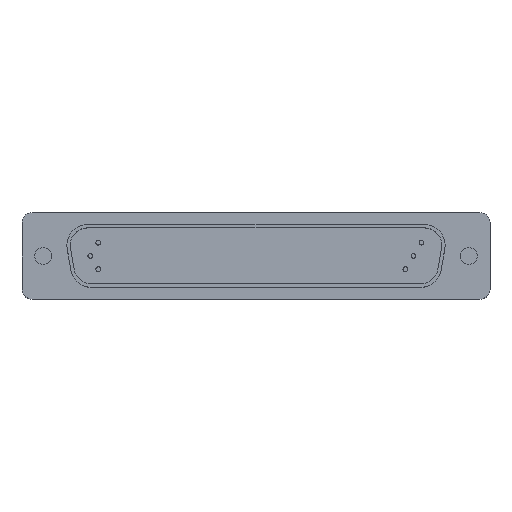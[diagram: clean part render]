
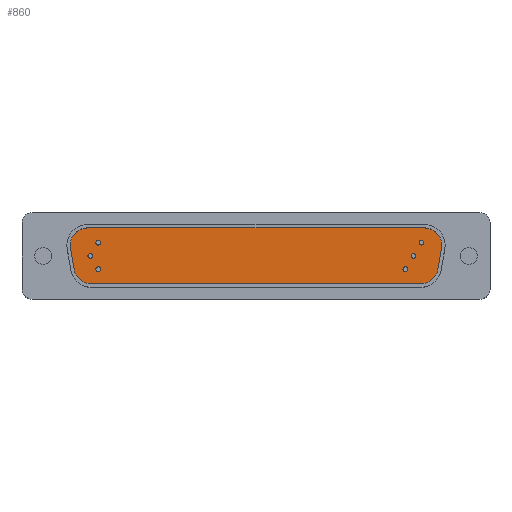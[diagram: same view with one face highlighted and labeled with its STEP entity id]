
A CAD part, top view. The second image highlights one B-rep face of the part: STEP entity #860.
In plain terms, the highlighted planar face has unit normal (0, 0, 1).
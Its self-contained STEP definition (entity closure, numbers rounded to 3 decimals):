
#736=FACE_BOUND('',#1163,.T.);
#737=FACE_BOUND('',#1164,.T.);
#738=FACE_BOUND('',#1165,.T.);
#739=FACE_BOUND('',#1166,.T.);
#740=FACE_BOUND('',#1167,.T.);
#741=FACE_BOUND('',#1168,.T.);
#742=FACE_BOUND('',#1169,.T.);
#860=ADVANCED_FACE('',(#736,#737,#738,#739,#740,#741,#742),#921,.T.);
#921=PLANE('',#3966);
#1163=EDGE_LOOP('',(#1712));
#1164=EDGE_LOOP('',(#1713));
#1165=EDGE_LOOP('',(#1714));
#1166=EDGE_LOOP('',(#1715));
#1167=EDGE_LOOP('',(#1716));
#1168=EDGE_LOOP('',(#1717));
#1169=EDGE_LOOP('',(#1718,#1719,#1720,#1721,#1722,#1723,#1724,#1725));
#1712=ORIENTED_EDGE('',*,*,#1932,.T.);
#1713=ORIENTED_EDGE('',*,*,#2207,.T.);
#1714=ORIENTED_EDGE('',*,*,#1934,.T.);
#1715=ORIENTED_EDGE('',*,*,#1936,.T.);
#1716=ORIENTED_EDGE('',*,*,#1938,.T.);
#1717=ORIENTED_EDGE('',*,*,#1940,.T.);
#1718=ORIENTED_EDGE('',*,*,#2206,.T.);
#1719=ORIENTED_EDGE('',*,*,#2191,.F.);
#1720=ORIENTED_EDGE('',*,*,#2195,.T.);
#1721=ORIENTED_EDGE('',*,*,#2196,.F.);
#1722=ORIENTED_EDGE('',*,*,#2199,.T.);
#1723=ORIENTED_EDGE('',*,*,#2200,.F.);
#1724=ORIENTED_EDGE('',*,*,#2203,.T.);
#1725=ORIENTED_EDGE('',*,*,#2204,.F.);
#1730=VERTEX_POINT('',#4869);
#1732=VERTEX_POINT('',#4875);
#1734=VERTEX_POINT('',#4881);
#1736=VERTEX_POINT('',#4887);
#1738=VERTEX_POINT('',#4893);
#1921=VERTEX_POINT('',#5457);
#1922=VERTEX_POINT('',#5458);
#1923=VERTEX_POINT('',#5463);
#1924=VERTEX_POINT('',#5467);
#1925=VERTEX_POINT('',#5471);
#1926=VERTEX_POINT('',#5475);
#1927=VERTEX_POINT('',#5479);
#1928=VERTEX_POINT('',#5483);
#1929=VERTEX_POINT('',#5489);
#1932=EDGE_CURVE('',#1730,#1730,#2210,.T.);
#1934=EDGE_CURVE('',#1732,#1732,#2212,.T.);
#1936=EDGE_CURVE('',#1734,#1734,#2214,.T.);
#1938=EDGE_CURVE('',#1736,#1736,#2216,.T.);
#1940=EDGE_CURVE('',#1738,#1738,#2218,.T.);
#2191=EDGE_CURVE('',#1921,#1922,#2691,.T.);
#2195=EDGE_CURVE('',#1921,#1923,#2329,.T.);
#2196=EDGE_CURVE('',#1924,#1923,#2695,.T.);
#2199=EDGE_CURVE('',#1924,#1925,#2330,.T.);
#2200=EDGE_CURVE('',#1926,#1925,#2698,.T.);
#2203=EDGE_CURVE('',#1926,#1927,#2331,.T.);
#2204=EDGE_CURVE('',#1928,#1927,#2701,.T.);
#2206=EDGE_CURVE('',#1928,#1922,#2332,.T.);
#2207=EDGE_CURVE('',#1929,#1929,#2333,.T.);
#2210=CIRCLE('',#3728,0.35);
#2212=CIRCLE('',#3732,0.35);
#2214=CIRCLE('',#3736,0.35);
#2216=CIRCLE('',#3740,0.35);
#2218=CIRCLE('',#3744,0.35);
#2329=CIRCLE('',#3954,2.6);
#2330=CIRCLE('',#3957,2.6);
#2331=CIRCLE('',#3960,2.6);
#2332=CIRCLE('',#3963,2.6);
#2333=CIRCLE('',#3965,0.35);
#2691=LINE('',#5456,#2885);
#2695=LINE('',#5466,#2889);
#2698=LINE('',#5474,#2892);
#2701=LINE('',#5482,#2895);
#2885=VECTOR('',#4608,1.);
#2889=VECTOR('',#4618,1.);
#2892=VECTOR('',#4627,1.);
#2895=VECTOR('',#4636,1.);
#3728=AXIS2_PLACEMENT_3D('',#4868,#4034,#4035);
#3732=AXIS2_PLACEMENT_3D('',#4874,#4042,#4043);
#3736=AXIS2_PLACEMENT_3D('',#4880,#4050,#4051);
#3740=AXIS2_PLACEMENT_3D('',#4886,#4058,#4059);
#3744=AXIS2_PLACEMENT_3D('',#4892,#4066,#4067);
#3954=AXIS2_PLACEMENT_3D('',#5464,#4614,#4615);
#3957=AXIS2_PLACEMENT_3D('',#5472,#4623,#4624);
#3960=AXIS2_PLACEMENT_3D('',#5480,#4632,#4633);
#3963=AXIS2_PLACEMENT_3D('',#5486,#4640,#4641);
#3965=AXIS2_PLACEMENT_3D('',#5488,#4644,#4645);
#3966=AXIS2_PLACEMENT_3D('',#5490,#4646,#4647);
#4034=DIRECTION('',(0.,0.,-1.));
#4035=DIRECTION('',(1.,0.,0.));
#4042=DIRECTION('',(0.,0.,-1.));
#4043=DIRECTION('',(1.,0.,0.));
#4050=DIRECTION('',(0.,0.,-1.));
#4051=DIRECTION('',(1.,0.,0.));
#4058=DIRECTION('',(0.,0.,-1.));
#4059=DIRECTION('',(1.,0.,0.));
#4066=DIRECTION('',(0.,0.,-1.));
#4067=DIRECTION('',(1.,0.,0.));
#4608=DIRECTION('',(-1.,0.,0.));
#4614=DIRECTION('',(0.,0.,1.));
#4615=DIRECTION('',(0.,-1.,0.));
#4618=DIRECTION('',(-0.174,-0.985,0.));
#4623=DIRECTION('',(0.,0.,1.));
#4624=DIRECTION('',(0.985,-0.174,0.));
#4627=DIRECTION('',(1.,0.,0.));
#4632=DIRECTION('',(0.,0.,1.));
#4633=DIRECTION('',(0.,1.,0.));
#4636=DIRECTION('',(-0.174,0.985,0.));
#4640=DIRECTION('',(0.,0.,1.));
#4641=DIRECTION('',(-0.985,-0.174,0.));
#4644=DIRECTION('',(0.,0.,-1.));
#4645=DIRECTION('',(1.,0.,0.));
#4646=DIRECTION('',(0.,0.,1.));
#4647=DIRECTION('',(-1.,0.,0.));
#4868=CARTESIAN_POINT('',(24.68,1.98,-1.15));
#4869=CARTESIAN_POINT('',(25.03,1.98,-1.15));
#4874=CARTESIAN_POINT('',(23.48,0.,-1.15));
#4875=CARTESIAN_POINT('',(23.83,0.,-1.15));
#4880=CARTESIAN_POINT('',(-24.72,0.,-1.15));
#4881=CARTESIAN_POINT('',(-24.37,0.,-1.15));
#4886=CARTESIAN_POINT('',(22.27,-1.98,-1.15));
#4887=CARTESIAN_POINT('',(22.62,-1.98,-1.15));
#4892=CARTESIAN_POINT('',(-23.52,-1.98,-1.15));
#4893=CARTESIAN_POINT('',(-23.17,-1.98,-1.15));
#5456=CARTESIAN_POINT('',(24.553,-4.18,-1.15));
#5457=CARTESIAN_POINT('',(24.553,-4.18,-1.15));
#5458=CARTESIAN_POINT('',(-24.553,-4.18,-1.15));
#5463=CARTESIAN_POINT('',(27.113,-2.031,-1.15));
#5464=CARTESIAN_POINT('',(24.553,-1.58,-1.15));
#5466=CARTESIAN_POINT('',(27.671,1.129,-1.15));
#5467=CARTESIAN_POINT('',(27.671,1.129,-1.15));
#5471=CARTESIAN_POINT('',(25.11,4.18,-1.15));
#5472=CARTESIAN_POINT('',(25.11,1.58,-1.15));
#5474=CARTESIAN_POINT('',(-25.11,4.18,-1.15));
#5475=CARTESIAN_POINT('',(-25.11,4.18,-1.15));
#5479=CARTESIAN_POINT('',(-27.671,1.129,-1.15));
#5480=CARTESIAN_POINT('',(-25.11,1.58,-1.15));
#5482=CARTESIAN_POINT('',(-27.113,-2.031,-1.15));
#5483=CARTESIAN_POINT('',(-27.113,-2.031,-1.15));
#5486=CARTESIAN_POINT('',(-24.553,-1.58,-1.15));
#5488=CARTESIAN_POINT('',(-23.52,1.98,-1.15));
#5489=CARTESIAN_POINT('',(-23.17,1.98,-1.15));
#5490=CARTESIAN_POINT('',(31.728,5.803,-1.15));
